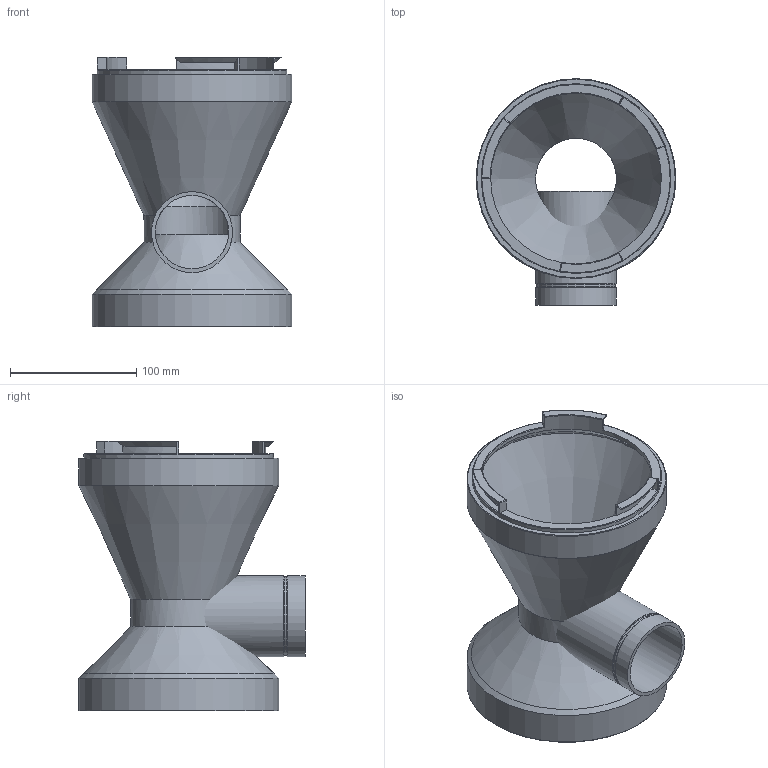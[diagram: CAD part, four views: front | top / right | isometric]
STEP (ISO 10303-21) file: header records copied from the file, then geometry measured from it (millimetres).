
FILE_DESCRIPTION(/* description */ (''),/* implementation_level */ '2;1');
FILE_NAME(/* name */ 'ex-vent v10.step',/* time_stamp */ '2024-01-22T19:23:24-08:00',/* author */ (''),/* organization */ (''),/* preprocessor_version */ 'ST-DEVELOPER v20',/* originating_system */ 'Autodesk Translation Framework v12.14.0.127',/* authorisation */ '');
FILE_SCHEMA (('AUTOMOTIVE_DESIGN { 1 0 10303 214 3 1 1 }'));
Length unit declared in the file: millimetre
Products named in the file (1): ex-vent
Bounding box: 158 x 179 x 213.5 mm (x, y, z)
Volume: 760501.6 mm3; surface area: 261310.8 mm2
Topology: 3 solids, 3 shells, 94 faces, 249 edges, 158 vertices
Faces by surface type: cylinder 31, plane 29, torus 16, cone 11, bspline 7
Full cylindrical faces by diameter (mm): 58 x2, 62 x1, 64 x3, 135 x1, 150 x1, 151 x5, 158 x2
Entity records: 4745 total; most frequent: CARTESIAN_POINT 2461, ORIENTED_EDGE 498, DIRECTION 445, EDGE_CURVE 249, AXIS2_PLACEMENT_3D 181, VERTEX_POINT 158, EDGE_LOOP 99, FACE_OUTER_BOUND 94
